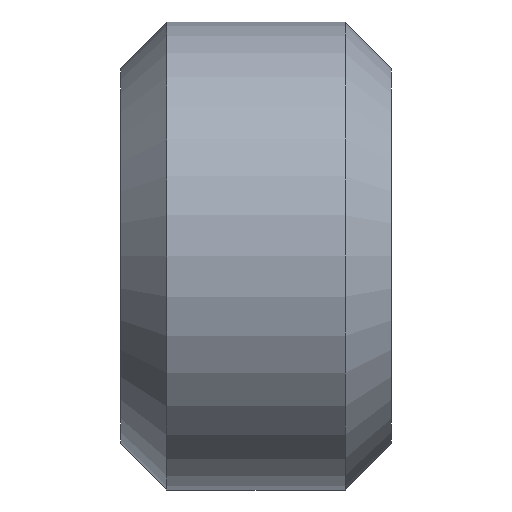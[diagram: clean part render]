
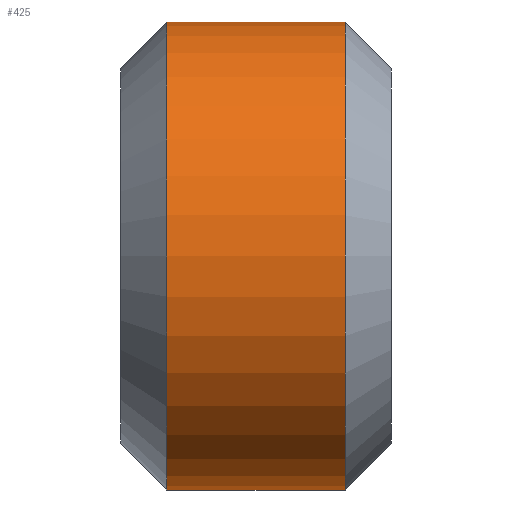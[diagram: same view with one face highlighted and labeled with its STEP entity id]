
A CAD part, front view. The second image highlights one B-rep face of the part: STEP entity #425.
In plain terms, the highlighted cylindrical face has radius 7.615 mm (diameter 15.23 mm), a partial arc.
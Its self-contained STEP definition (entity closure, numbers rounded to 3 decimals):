
#2 = VECTOR ( 'NONE', #306, 1000. ) ;
#10 = AXIS2_PLACEMENT_3D ( 'NONE', #187, #378, #186 ) ;
#13 = VECTOR ( 'NONE', #469, 1000. ) ;
#16 = CARTESIAN_POINT ( 'NONE',  ( 4.4, 0., -7.615 ) ) ;
#29 = CARTESIAN_POINT ( 'NONE',  ( -2.9, 0., -7.615 ) ) ;
#39 = AXIS2_PLACEMENT_3D ( 'NONE', #442, #220, #222 ) ;
#56 = LINE ( 'NONE', #465, #13 ) ;
#66 = EDGE_CURVE ( 'NONE', #408, #324, #101, .T. ) ;
#71 = CIRCLE ( 'NONE', #224, 7.615 ) ;
#101 = LINE ( 'NONE', #16, #2 ) ;
#102 = ORIENTED_EDGE ( 'NONE', *, *, #116, .T. ) ;
#106 = FACE_OUTER_BOUND ( 'NONE', #131, .T. ) ;
#116 = EDGE_CURVE ( 'NONE', #438, #348, #56, .T. ) ;
#117 = DIRECTION ( 'NONE',  ( 0., 0., -1. ) ) ;
#131 = EDGE_LOOP ( 'NONE', ( #132, #335, #102, #264 ) ) ;
#132 = ORIENTED_EDGE ( 'NONE', *, *, #66, .F. ) ;
#158 = CARTESIAN_POINT ( 'NONE',  ( 2.9, 0., -7.615 ) ) ;
#182 = CARTESIAN_POINT ( 'NONE',  ( -2.9, 0., 7.615 ) ) ;
#186 = DIRECTION ( 'NONE',  ( 0., 0., 1. ) ) ;
#187 = CARTESIAN_POINT ( 'NONE',  ( 4.4, 0., 0. ) ) ;
#220 = DIRECTION ( 'NONE',  ( -1., 0., 0. ) ) ;
#222 = DIRECTION ( 'NONE',  ( 0., 0., -1. ) ) ;
#224 = AXIS2_PLACEMENT_3D ( 'NONE', #323, #401, #117 ) ;
#232 = CARTESIAN_POINT ( 'NONE',  ( 2.9, 0., 7.615 ) ) ;
#251 = EDGE_CURVE ( 'NONE', #348, #324, #71, .T. ) ;
#264 = ORIENTED_EDGE ( 'NONE', *, *, #251, .T. ) ;
#306 = DIRECTION ( 'NONE',  ( -1., 0., 0. ) ) ;
#323 = CARTESIAN_POINT ( 'NONE',  ( -2.9, 0., 0. ) ) ;
#324 = VERTEX_POINT ( 'NONE', #29 ) ;
#335 = ORIENTED_EDGE ( 'NONE', *, *, #356, .T. ) ;
#348 = VERTEX_POINT ( 'NONE', #182 ) ;
#356 = EDGE_CURVE ( 'NONE', #408, #438, #422, .T. ) ;
#359 = CYLINDRICAL_SURFACE ( 'NONE', #10, 7.615 ) ;
#378 = DIRECTION ( 'NONE',  ( -1., 0., 0. ) ) ;
#401 = DIRECTION ( 'NONE',  ( 1., 0., 0. ) ) ;
#408 = VERTEX_POINT ( 'NONE', #158 ) ;
#422 = CIRCLE ( 'NONE', #39, 7.615 ) ;
#425 = ADVANCED_FACE ( 'NONE', ( #106 ), #359, .T. ) ;
#438 = VERTEX_POINT ( 'NONE', #232 ) ;
#442 = CARTESIAN_POINT ( 'NONE',  ( 2.9, 0., 0. ) ) ;
#465 = CARTESIAN_POINT ( 'NONE',  ( 4.4, 0., 7.615 ) ) ;
#469 = DIRECTION ( 'NONE',  ( -1., 0., 0. ) ) ;
